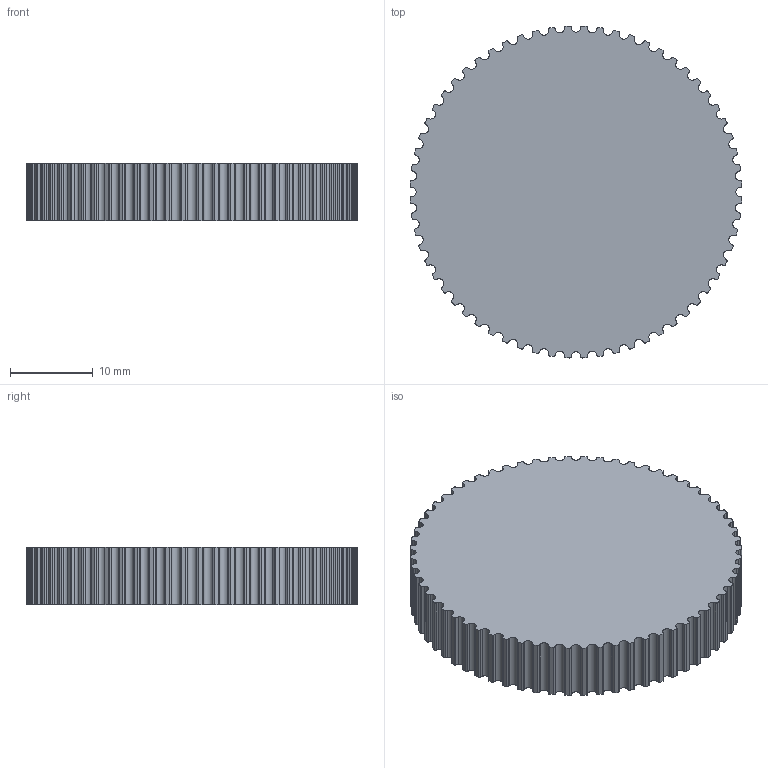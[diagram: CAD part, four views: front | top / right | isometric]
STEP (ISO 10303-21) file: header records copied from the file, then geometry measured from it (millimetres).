
FILE_DESCRIPTION(/* description */ (''),/* implementation_level */ '2;1');
FILE_NAME(/* name */ 'gt264.step',/* time_stamp */ '2022-03-05T16:12:40-03:00',/* author */ (''),/* organization */ (''),/* preprocessor_version */ 'ST-DEVELOPER v18.1',/* originating_system */ 'Autodesk Translation Framework v10.13.0.1454',/* authorisation */ '');
FILE_SCHEMA (('AUTOMOTIVE_DESIGN { 1 0 10303 214 3 1 1 }'));
Length unit declared in the file: millimetre
Products named in the file (1): GT2 Timing Pulley v2
Bounding box: 40.21 x 40.21 x 7 mm (x, y, z)
Volume: 8576.2 mm3; surface area: 3700.4 mm2
Topology: 1 solids, 1 shells, 386 faces, 1152 edges, 768 vertices
Faces by surface type: cylinder 384, plane 2
Entity records: 13504 total; most frequent: DIRECTION 2694, CARTESIAN_POINT 2307, ORIENTED_EDGE 2304, AXIS2_PLACEMENT_3D 1155, EDGE_CURVE 1152, CIRCLE 768, VERTEX_POINT 768, FACE_OUTER_BOUND 386
